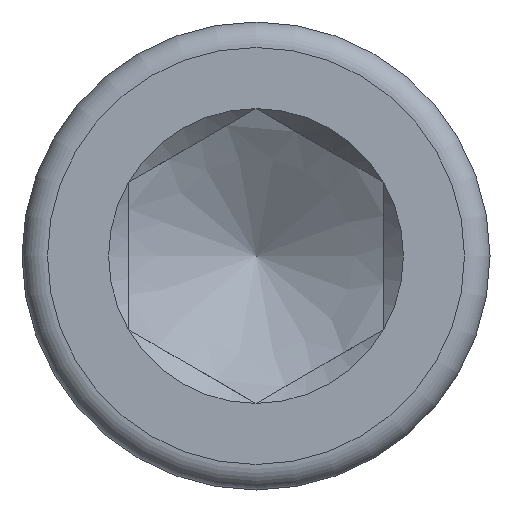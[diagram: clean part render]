
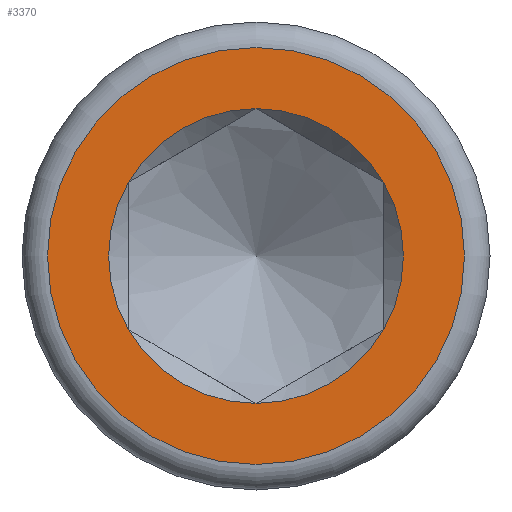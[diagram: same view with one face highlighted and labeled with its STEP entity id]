
A CAD part, left-side view. The second image highlights one B-rep face of the part: STEP entity #3370.
In plain terms, the highlighted planar face has unit normal (-1, 0, 0).
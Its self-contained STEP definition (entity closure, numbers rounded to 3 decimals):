
#17=FACE_BOUND('',#409,.T.);
#49=PLANE('',#3576);
#223=FACE_OUTER_BOUND('',#408,.T.);
#408=EDGE_LOOP('',(#2977));
#409=EDGE_LOOP('',(#2978,#2979,#2980,#2981,#2982,#2983));
#435=CIRCLE('',#3577,2.45);
#436=CIRCLE('',#3578,1.732);
#437=CIRCLE('',#3579,1.732);
#438=CIRCLE('',#3580,1.732);
#439=CIRCLE('',#3581,1.732);
#440=CIRCLE('',#3582,1.732);
#441=CIRCLE('',#3583,1.732);
#1436=VERTEX_POINT('',#14428);
#1437=VERTEX_POINT('',#14429);
#1440=VERTEX_POINT('',#14441);
#1441=VERTEX_POINT('',#14442);
#1444=VERTEX_POINT('',#14454);
#1445=VERTEX_POINT('',#14455);
#1448=VERTEX_POINT('',#14467);
#1960=EDGE_CURVE('',#1448,#1448,#435,.T.);
#1961=EDGE_CURVE('',#1440,#1441,#436,.T.);
#1962=EDGE_CURVE('',#1441,#1444,#437,.T.);
#1963=EDGE_CURVE('',#1444,#1445,#438,.T.);
#1964=EDGE_CURVE('',#1445,#1436,#439,.T.);
#1965=EDGE_CURVE('',#1436,#1437,#440,.T.);
#1966=EDGE_CURVE('',#1437,#1440,#441,.T.);
#2977=ORIENTED_EDGE('',*,*,#1960,.F.);
#2978=ORIENTED_EDGE('',*,*,#1961,.T.);
#2979=ORIENTED_EDGE('',*,*,#1962,.T.);
#2980=ORIENTED_EDGE('',*,*,#1963,.T.);
#2981=ORIENTED_EDGE('',*,*,#1964,.T.);
#2982=ORIENTED_EDGE('',*,*,#1965,.T.);
#2983=ORIENTED_EDGE('',*,*,#1966,.T.);
#3370=ADVANCED_FACE('',(#223,#17),#49,.F.);
#3576=AXIS2_PLACEMENT_3D('',#14466,#4125,#4126);
#3577=AXIS2_PLACEMENT_3D('',#14468,#4127,#4128);
#3578=AXIS2_PLACEMENT_3D('',#14469,#4129,#4130);
#3579=AXIS2_PLACEMENT_3D('',#14470,#4131,#4132);
#3580=AXIS2_PLACEMENT_3D('',#14471,#4133,#4134);
#3581=AXIS2_PLACEMENT_3D('',#14472,#4135,#4136);
#3582=AXIS2_PLACEMENT_3D('',#14473,#4137,#4138);
#3583=AXIS2_PLACEMENT_3D('',#14474,#4139,#4140);
#4125=DIRECTION('center_axis',(1.,0.,0.));
#4126=DIRECTION('ref_axis',(0.,1.,0.));
#4127=DIRECTION('center_axis',(1.,0.,0.));
#4128=DIRECTION('ref_axis',(0.,1.,0.));
#4129=DIRECTION('center_axis',(1.,0.,0.));
#4130=DIRECTION('ref_axis',(0.,0.,-1.));
#4131=DIRECTION('center_axis',(1.,0.,0.));
#4132=DIRECTION('ref_axis',(0.,0.,-1.));
#4133=DIRECTION('center_axis',(1.,0.,0.));
#4134=DIRECTION('ref_axis',(0.,0.,-1.));
#4135=DIRECTION('center_axis',(1.,0.,0.));
#4136=DIRECTION('ref_axis',(0.,0.,-1.));
#4137=DIRECTION('center_axis',(1.,0.,0.));
#4138=DIRECTION('ref_axis',(0.,0.,-1.));
#4139=DIRECTION('center_axis',(1.,0.,0.));
#4140=DIRECTION('ref_axis',(0.,0.,-1.));
#14428=CARTESIAN_POINT('',(-3.,-1.5,0.866));
#14429=CARTESIAN_POINT('',(-3.,-1.5,-0.866));
#14441=CARTESIAN_POINT('',(-3.,0.,-1.732));
#14442=CARTESIAN_POINT('',(-3.,1.5,-0.866));
#14454=CARTESIAN_POINT('',(-3.,1.5,0.866));
#14455=CARTESIAN_POINT('',(-3.,0.,1.732));
#14466=CARTESIAN_POINT('Origin',(-3.,1.732,0.));
#14467=CARTESIAN_POINT('',(-3.,-2.45,0.));
#14468=CARTESIAN_POINT('Origin',(-3.,0.,0.));
#14469=CARTESIAN_POINT('Origin',(-3.,0.,0.));
#14470=CARTESIAN_POINT('Origin',(-3.,0.,0.));
#14471=CARTESIAN_POINT('Origin',(-3.,0.,0.));
#14472=CARTESIAN_POINT('Origin',(-3.,0.,0.));
#14473=CARTESIAN_POINT('Origin',(-3.,0.,0.));
#14474=CARTESIAN_POINT('Origin',(-3.,0.,0.));
